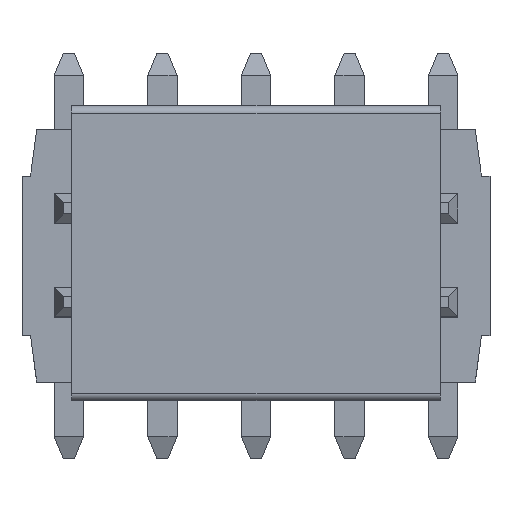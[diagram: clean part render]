
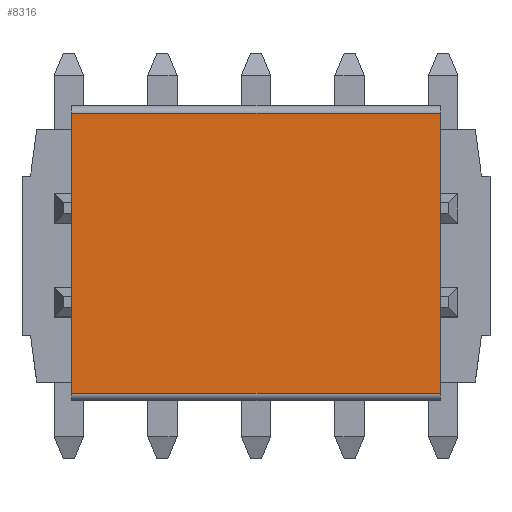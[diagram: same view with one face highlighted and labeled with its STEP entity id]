
A CAD part, top view. The second image highlights one B-rep face of the part: STEP entity #8316.
In plain terms, the highlighted planar face has unit normal (0, 0, 1).
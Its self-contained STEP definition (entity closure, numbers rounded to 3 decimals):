
#566=FACE_OUTER_BOUND('',#1030,.T.);
#1030=EDGE_LOOP('',(#6883,#6884,#6885,#6886));
#2023=LINE('',#13046,#3047);
#2024=LINE('',#13048,#3048);
#2025=LINE('',#13050,#3049);
#2026=LINE('',#13051,#3050);
#3047=VECTOR('',#10809,1.);
#3048=VECTOR('',#10810,1.);
#3049=VECTOR('',#10811,1.);
#3050=VECTOR('',#10812,1.);
#3727=VERTEX_POINT('',#13044);
#3728=VERTEX_POINT('',#13045);
#3729=VERTEX_POINT('',#13047);
#3730=VERTEX_POINT('',#13049);
#4791=EDGE_CURVE('',#3727,#3728,#2023,.T.);
#4792=EDGE_CURVE('',#3728,#3729,#2024,.T.);
#4793=EDGE_CURVE('',#3730,#3729,#2025,.T.);
#4794=EDGE_CURVE('',#3730,#3727,#2026,.T.);
#6883=ORIENTED_EDGE('',*,*,#4791,.T.);
#6884=ORIENTED_EDGE('',*,*,#4792,.T.);
#6885=ORIENTED_EDGE('',*,*,#4793,.F.);
#6886=ORIENTED_EDGE('',*,*,#4794,.T.);
#7482=PLANE('',#8876);
#8316=ADVANCED_FACE('',(#566),#7482,.F.);
#8876=AXIS2_PLACEMENT_3D('',#13043,#10807,#10808);
#10807=DIRECTION('center_axis',(0.,0.,-1.));
#10808=DIRECTION('ref_axis',(1.,0.,0.));
#10809=DIRECTION('',(0.,1.,0.));
#10810=DIRECTION('',(-1.,0.,0.));
#10811=DIRECTION('',(0.,1.,0.));
#10812=DIRECTION('',(1.,0.,0.));
#13043=CARTESIAN_POINT('Origin',(17.439,2.828,4.805));
#13044=CARTESIAN_POINT('',(23.789,-1.372,4.805));
#13045=CARTESIAN_POINT('',(23.789,2.428,4.805));
#13046=CARTESIAN_POINT('',(23.789,2.828,4.805));
#13047=CARTESIAN_POINT('',(18.789,2.428,4.805));
#13048=CARTESIAN_POINT('',(17.439,2.428,4.805));
#13049=CARTESIAN_POINT('',(18.789,-1.372,4.805));
#13050=CARTESIAN_POINT('',(18.789,2.828,4.805));
#13051=CARTESIAN_POINT('',(17.439,-1.372,4.805));
